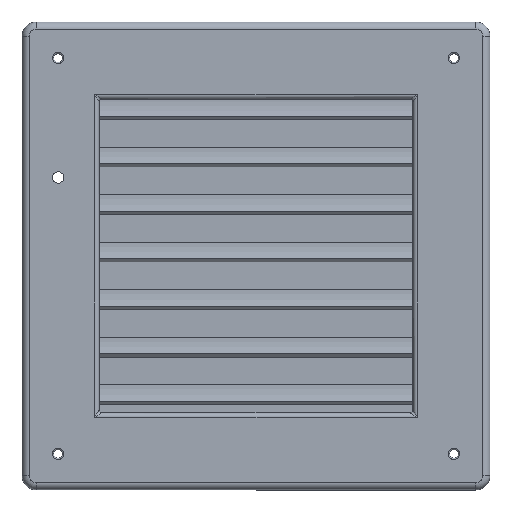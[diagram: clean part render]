
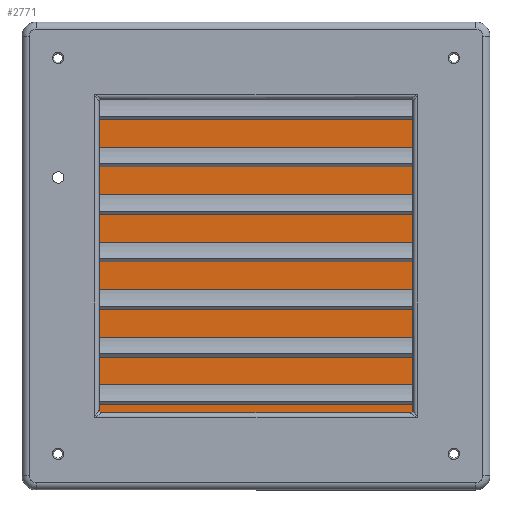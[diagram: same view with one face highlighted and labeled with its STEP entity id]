
A CAD part, top view. The second image highlights one B-rep face of the part: STEP entity #2771.
In plain terms, the highlighted planar face has unit normal (0, 0, 1).
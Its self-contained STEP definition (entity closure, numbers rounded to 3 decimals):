
#236 = CARTESIAN_POINT ( 'NONE',  ( -107., -107., 2. ) ) ;
#247 = DIRECTION ( 'NONE',  ( -1., 0., 0. ) ) ;
#251 = DIRECTION ( 'NONE',  ( -1., 0., 0. ) ) ;
#259 = DIRECTION ( 'NONE',  ( 0., 0., 1. ) ) ;
#412 = EDGE_CURVE ( 'NONE', #1811, #1717, #2097, .T. ) ;
#427 = EDGE_CURVE ( 'NONE', #1918, #1911, #2121, .T. ) ;
#534 = DIRECTION ( 'NONE',  ( 0., 1., 0. ) ) ;
#581 = CARTESIAN_POINT ( 'NONE',  ( 109., 109., 2. ) ) ;
#624 = DIRECTION ( 'NONE',  ( 0., 0., -1. ) ) ;
#626 = PLANE ( 'NONE',  #2953 ) ;
#628 = DIRECTION ( 'NONE',  ( -1., 0., 0. ) ) ;
#692 = CARTESIAN_POINT ( 'NONE',  ( 152.5, -152.5, 2. ) ) ;
#1003 = CARTESIAN_POINT ( 'NONE',  ( 107., 109., 2. ) ) ;
#1007 = CARTESIAN_POINT ( 'NONE',  ( 107., -109., 2. ) ) ;
#1028 = CARTESIAN_POINT ( 'NONE',  ( -109., -107., 2. ) ) ;
#1068 = CARTESIAN_POINT ( 'NONE',  ( 109., -107., 2. ) ) ;
#1195 = CARTESIAN_POINT ( 'NONE',  ( -107., -109., 2. ) ) ;
#1223 = CARTESIAN_POINT ( 'NONE',  ( -109., 107., 2. ) ) ;
#1651 = ORIENTED_EDGE ( 'NONE', *, *, #3423, .T. ) ;
#1652 = ORIENTED_EDGE ( 'NONE', *, *, #427, .T. ) ;
#1654 = ORIENTED_EDGE ( 'NONE', *, *, #3195, .T. ) ;
#1655 = ORIENTED_EDGE ( 'NONE', *, *, #3405, .T. ) ;
#1656 = ORIENTED_EDGE ( 'NONE', *, *, #3420, .T. ) ;
#1657 = ORIENTED_EDGE ( 'NONE', *, *, #3401, .T. ) ;
#1658 = ORIENTED_EDGE ( 'NONE', *, *, #412, .T. ) ;
#1659 = ORIENTED_EDGE ( 'NONE', *, *, #3422, .T. ) ;
#1717 = VERTEX_POINT ( 'NONE', #3600 ) ;
#1735 = VERTEX_POINT ( 'NONE', #3544 ) ;
#1811 = VERTEX_POINT ( 'NONE', #1003 ) ;
#1838 = VERTEX_POINT ( 'NONE', #1068 ) ;
#1881 = VERTEX_POINT ( 'NONE', #1195 ) ;
#1911 = VERTEX_POINT ( 'NONE', #1028 ) ;
#1918 = VERTEX_POINT ( 'NONE', #1223 ) ;
#1953 = VERTEX_POINT ( 'NONE', #1007 ) ;
#1994 = EDGE_LOOP ( 'NONE', ( #1652, #1651, #1656, #1655, #1654, #1659, #1658, #1657 ) ) ;
#2097 = LINE ( 'NONE', #3547, #2102 ) ;
#2102 = VECTOR ( 'NONE', #3584, 1000. ) ;
#2121 = LINE ( 'NONE', #3539, #2125 ) ;
#2125 = VECTOR ( 'NONE', #3526, 1000. ) ;
#2287 = FACE_OUTER_BOUND ( 'NONE', #1994, .T. ) ;
#2484 = LINE ( 'NONE', #581, #2488 ) ;
#2488 = VECTOR ( 'NONE', #534, 1000. ) ;
#2617 = CIRCLE ( 'NONE', #3081, 2. ) ;
#2622 = CIRCLE ( 'NONE', #3082, 2. ) ;
#2635 = CIRCLE ( 'NONE', #3090, 2. ) ;
#2644 = LINE ( 'NONE', #4338, #2647 ) ;
#2647 = VECTOR ( 'NONE', #4197, 1000. ) ;
#2649 = CIRCLE ( 'NONE', #3091, 2. ) ;
#2771 = ADVANCED_FACE ( 'NONE', ( #2287 ), #626, .F. ) ;
#2953 = AXIS2_PLACEMENT_3D ( 'NONE', #692, #624, #628 ) ;
#3081 = AXIS2_PLACEMENT_3D ( 'NONE', #4200, #4424, #4285 ) ;
#3082 = AXIS2_PLACEMENT_3D ( 'NONE', #4363, #4198, #4305 ) ;
#3090 = AXIS2_PLACEMENT_3D ( 'NONE', #4204, #4178, #247 ) ;
#3091 = AXIS2_PLACEMENT_3D ( 'NONE', #236, #259, #251 ) ;
#3195 = EDGE_CURVE ( 'NONE', #1838, #1735, #2484, .T. ) ;
#3401 = EDGE_CURVE ( 'NONE', #1717, #1918, #2617, .T. ) ;
#3405 = EDGE_CURVE ( 'NONE', #1953, #1838, #2622, .T. ) ;
#3420 = EDGE_CURVE ( 'NONE', #1881, #1953, #2644, .T. ) ;
#3422 = EDGE_CURVE ( 'NONE', #1735, #1811, #2635, .T. ) ;
#3423 = EDGE_CURVE ( 'NONE', #1911, #1881, #2649, .T. ) ;
#3526 = DIRECTION ( 'NONE',  ( 0., -1., 0. ) ) ;
#3539 = CARTESIAN_POINT ( 'NONE',  ( -109., 109., 2. ) ) ;
#3544 = CARTESIAN_POINT ( 'NONE',  ( 109., 107., 2. ) ) ;
#3547 = CARTESIAN_POINT ( 'NONE',  ( 109., 109., 2. ) ) ;
#3584 = DIRECTION ( 'NONE',  ( -1., 0., 0. ) ) ;
#3600 = CARTESIAN_POINT ( 'NONE',  ( -107., 109., 2. ) ) ;
#4178 = DIRECTION ( 'NONE',  ( 0., 0., 1. ) ) ;
#4197 = DIRECTION ( 'NONE',  ( 1., 0., 0. ) ) ;
#4198 = DIRECTION ( 'NONE',  ( 0., 0., 1. ) ) ;
#4200 = CARTESIAN_POINT ( 'NONE',  ( -107., 107., 2. ) ) ;
#4204 = CARTESIAN_POINT ( 'NONE',  ( 107., 107., 2. ) ) ;
#4285 = DIRECTION ( 'NONE',  ( -1., 0., 0. ) ) ;
#4305 = DIRECTION ( 'NONE',  ( -1., 0., 0. ) ) ;
#4338 = CARTESIAN_POINT ( 'NONE',  ( 109., -109., 2. ) ) ;
#4363 = CARTESIAN_POINT ( 'NONE',  ( 107., -107., 2. ) ) ;
#4424 = DIRECTION ( 'NONE',  ( 0., 0., 1. ) ) ;
